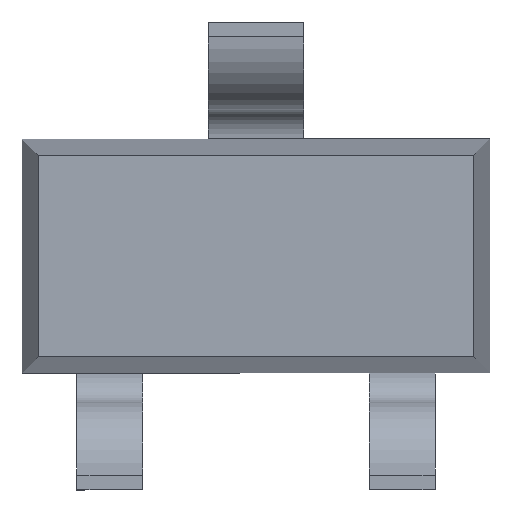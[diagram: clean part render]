
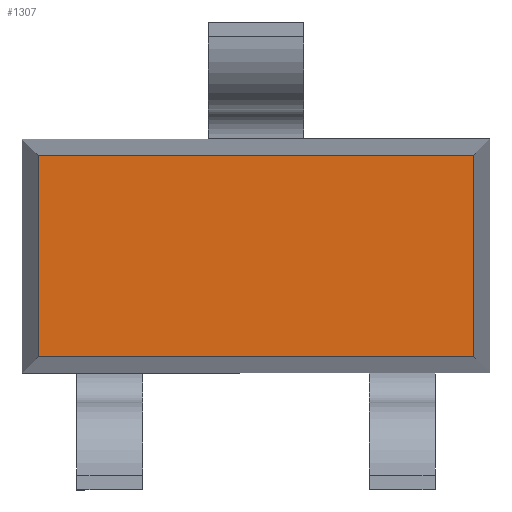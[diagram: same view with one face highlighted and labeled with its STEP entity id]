
A CAD part, front view. The second image highlights one B-rep face of the part: STEP entity #1307.
In plain terms, the highlighted planar face has unit normal (0, -1, 0).
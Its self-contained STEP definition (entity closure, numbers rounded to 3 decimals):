
#24 = VECTOR ( 'NONE', #408, 1000. ) ;
#32 = EDGE_CURVE ( 'NONE', #599, #585, #623, .T. ) ;
#52 = DIRECTION ( 'NONE',  ( 0., -1., 0. ) ) ;
#161 = FACE_OUTER_BOUND ( 'NONE', #770, .T. ) ;
#187 = ORIENTED_EDGE ( 'NONE', *, *, #966, .T. ) ;
#313 = VERTEX_POINT ( 'NONE', #1105 ) ;
#359 = LINE ( 'NONE', #901, #935 ) ;
#406 = ORIENTED_EDGE ( 'NONE', *, *, #1140, .T. ) ;
#408 = DIRECTION ( 'NONE',  ( 1., 0., 0. ) ) ;
#486 = DIRECTION ( 'NONE',  ( 1., 0., 0. ) ) ;
#488 = AXIS2_PLACEMENT_3D ( 'NONE', #1368, #52, #486 ) ;
#539 = CARTESIAN_POINT ( 'NONE',  ( 0.744, 0.1, -0.4 ) ) ;
#585 = VERTEX_POINT ( 'NONE', #1281 ) ;
#599 = VERTEX_POINT ( 'NONE', #958 ) ;
#623 = LINE ( 'NONE', #733, #24 ) ;
#733 = CARTESIAN_POINT ( 'NONE',  ( -0.8, 0.1, -0.344 ) ) ;
#751 = EDGE_CURVE ( 'NONE', #313, #1065, #359, .T. ) ;
#770 = EDGE_LOOP ( 'NONE', ( #187, #1251, #406, #1318 ) ) ;
#884 = LINE ( 'NONE', #998, #1137 ) ;
#901 = CARTESIAN_POINT ( 'NONE',  ( 0.8, 0.1, 0.344 ) ) ;
#925 = PLANE ( 'NONE',  #488 ) ;
#935 = VECTOR ( 'NONE', #1342, 1000. ) ;
#945 = LINE ( 'NONE', #539, #1184 ) ;
#958 = CARTESIAN_POINT ( 'NONE',  ( -0.744, 0.1, -0.344 ) ) ;
#966 = EDGE_CURVE ( 'NONE', #585, #313, #945, .T. ) ;
#986 = CARTESIAN_POINT ( 'NONE',  ( -0.744, 0.1, 0.344 ) ) ;
#998 = CARTESIAN_POINT ( 'NONE',  ( -0.744, 0.1, 0.4 ) ) ;
#1065 = VERTEX_POINT ( 'NONE', #986 ) ;
#1105 = CARTESIAN_POINT ( 'NONE',  ( 0.744, 0.1, 0.344 ) ) ;
#1137 = VECTOR ( 'NONE', #1340, 1000. ) ;
#1140 = EDGE_CURVE ( 'NONE', #1065, #599, #884, .T. ) ;
#1184 = VECTOR ( 'NONE', #1290, 1000. ) ;
#1251 = ORIENTED_EDGE ( 'NONE', *, *, #751, .T. ) ;
#1281 = CARTESIAN_POINT ( 'NONE',  ( 0.744, 0.1, -0.344 ) ) ;
#1290 = DIRECTION ( 'NONE',  ( 0., 0., 1. ) ) ;
#1307 = ADVANCED_FACE ( 'NONE', ( #161 ), #925, .T. ) ;
#1318 = ORIENTED_EDGE ( 'NONE', *, *, #32, .T. ) ;
#1340 = DIRECTION ( 'NONE',  ( 0., 0., -1. ) ) ;
#1342 = DIRECTION ( 'NONE',  ( -1., 0., 0. ) ) ;
#1368 = CARTESIAN_POINT ( 'NONE',  ( 0., 0.1, 0. ) ) ;
